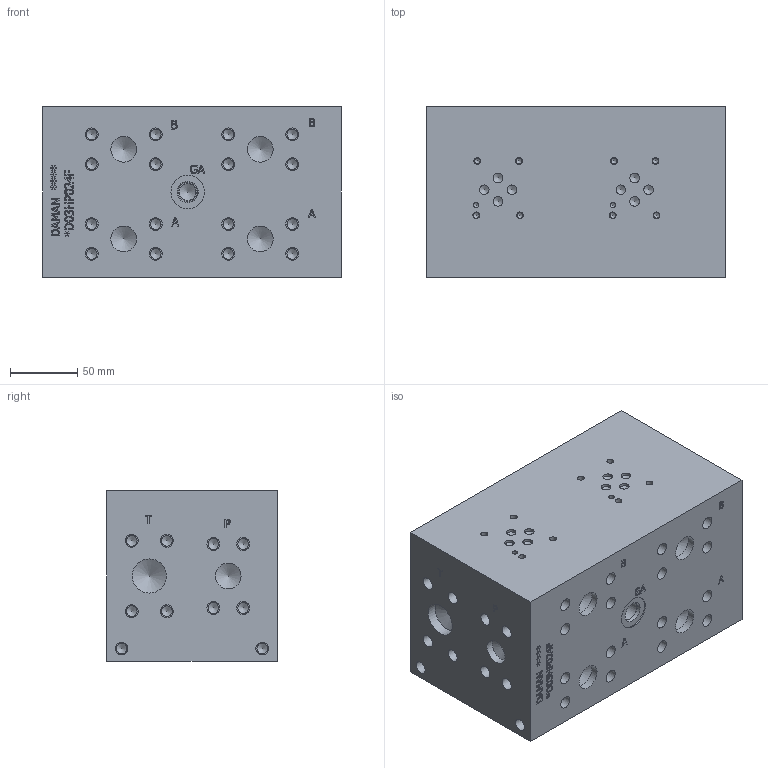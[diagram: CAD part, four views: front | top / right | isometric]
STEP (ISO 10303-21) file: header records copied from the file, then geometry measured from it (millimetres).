
FILE_DESCRIPTION(/* description */ (''),/* implementation_level */ '2;1');
FILE_NAME(/* name */ '_D03HP024F.stp',/* time_stamp */ '2021-07-26T10:45:26-04:00',/* author */ ('anthonyv'),/* organization */ (''),/* preprocessor_version */ 'ST-DEVELOPER v18.1',/* originating_system */ 'Autodesk Inventor 2021',/* authorisation */ '');
FILE_SCHEMA (('AUTOMOTIVE_DESIGN { 1 0 10303 214 3 1 1 }'));
Length unit declared in the file: millimetre
Products named in the file (1): _D03HP024F
Bounding box: 222.25 x 127 x 127 mm (x, y, z)
Volume: 3489639 mm3; surface area: 180302.4 mm2
Topology: 1 solids, 1 shells, 708 faces, 1950 edges, 1336 vertices
Faces by surface type: plane 395, bspline 136, cylinder 111, cone 66
Full cylindrical faces by diameter (mm): 3.962 x2, 4.216 x8, 5.004 x8, 7.137 x8, 7.925 x36, 9.525 x36, 12.294 x1, 12.9 x1, 14.275 x1, 14.529 x1, 19.05 x6, 25.019 x1, 25.4 x2
Entity records: 23584 total; most frequent: CARTESIAN_POINT 5700, ORIENTED_EDGE 3774, DIRECTION 3160, EDGE_CURVE 1887, VERTEX_POINT 1336, LINE 1216, VECTOR 1216, AXIS2_PLACEMENT_3D 972
